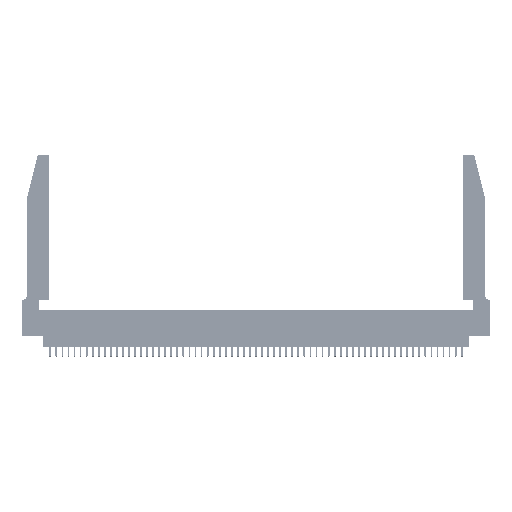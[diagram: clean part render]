
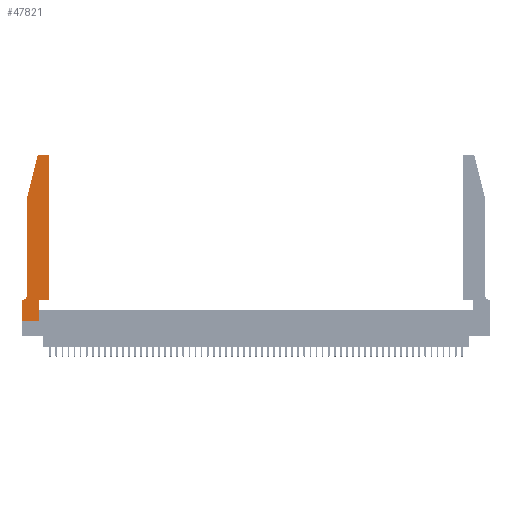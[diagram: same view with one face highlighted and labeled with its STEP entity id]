
A CAD part, top view. The second image highlights one B-rep face of the part: STEP entity #47821.
In plain terms, the highlighted planar face has unit normal (0, 0, 1).
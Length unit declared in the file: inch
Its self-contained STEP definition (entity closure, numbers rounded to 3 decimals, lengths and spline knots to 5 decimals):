
#204 = CARTESIAN_POINT ( 'NONE',  ( 0.4505, 0.35, 0.37 ) ) ;
#509 = VERTEX_POINT ( 'NONE', #32598 ) ;
#594 = LINE ( 'NONE', #42931, #33476 ) ;
#634 = EDGE_LOOP ( 'NONE', ( #18233, #47729, #20132, #38230, #10200, #49311, #10045, #12588, #39099, #10010, #36729, #10995 ) ) ;
#934 = AXIS2_PLACEMENT_3D ( 'NONE', #34734, #30257, #8867 ) ;
#4148 = CARTESIAN_POINT ( 'NONE',  ( 0.4505, 2.72, 0.37 ) ) ;
#4811 = EDGE_CURVE ( 'NONE', #8890, #34707, #40065, .T. ) ;
#5576 = CARTESIAN_POINT ( 'NONE',  ( 0.0755, 0.35, 0.37 ) ) ;
#5808 = LINE ( 'NONE', #53972, #40711 ) ;
#5868 = VERTEX_POINT ( 'NONE', #26524 ) ;
#6067 = LINE ( 'NONE', #37280, #46987 ) ;
#6223 = LINE ( 'NONE', #204, #12984 ) ;
#6366 = LINE ( 'NONE', #16342, #40588 ) ;
#6909 = VERTEX_POINT ( 'NONE', #51544 ) ;
#6946 = EDGE_CURVE ( 'NONE', #6909, #37217, #6223, .T. ) ;
#7551 = PLANE ( 'NONE',  #24111 ) ;
#8171 = DIRECTION ( 'NONE',  ( 0., 1., 0. ) ) ;
#8442 = DIRECTION ( 'NONE',  ( 1., 0., 0. ) ) ;
#8867 = DIRECTION ( 'NONE',  ( 1., 0., 0. ) ) ;
#8890 = VERTEX_POINT ( 'NONE', #4148 ) ;
#9218 = FACE_OUTER_BOUND ( 'NONE', #634, .T. ) ;
#9685 = EDGE_CURVE ( 'NONE', #51031, #54690, #41220, .T. ) ;
#10010 = ORIENTED_EDGE ( 'NONE', *, *, #6946, .T. ) ;
#10045 = ORIENTED_EDGE ( 'NONE', *, *, #55141, .T. ) ;
#10200 = ORIENTED_EDGE ( 'NONE', *, *, #15218, .T. ) ;
#10995 = ORIENTED_EDGE ( 'NONE', *, *, #4811, .T. ) ;
#12588 = ORIENTED_EDGE ( 'NONE', *, *, #12656, .T. ) ;
#12656 = EDGE_CURVE ( 'NONE', #35834, #48525, #594, .T. ) ;
#12984 = VECTOR ( 'NONE', #47625, 39.37008 ) ;
#15218 = EDGE_CURVE ( 'NONE', #19431, #51031, #54719, .T. ) ;
#15232 = EDGE_CURVE ( 'NONE', #34707, #20162, #6366, .T. ) ;
#16342 = CARTESIAN_POINT ( 'NONE',  ( 0.2605, 2.75, 0.37 ) ) ;
#18233 = ORIENTED_EDGE ( 'NONE', *, *, #15232, .T. ) ;
#18375 = CARTESIAN_POINT ( 'NONE',  ( 0.4205, 2.72, 0.37 ) ) ;
#19431 = VERTEX_POINT ( 'NONE', #46404 ) ;
#20132 = ORIENTED_EDGE ( 'NONE', *, *, #48186, .T. ) ;
#20162 = VERTEX_POINT ( 'NONE', #49927 ) ;
#21360 = CARTESIAN_POINT ( 'NONE',  ( 0., 0., 0.37 ) ) ;
#21586 = LINE ( 'NONE', #21360, #29668 ) ;
#24024 = VECTOR ( 'NONE', #8171, 39.37008 ) ;
#24111 = AXIS2_PLACEMENT_3D ( 'NONE', #24815, #42049, #54405 ) ;
#24403 = AXIS2_PLACEMENT_3D ( 'NONE', #25335, #33192, #54554 ) ;
#24815 = CARTESIAN_POINT ( 'NONE',  ( 0., 0.35, 0.37 ) ) ;
#25335 = CARTESIAN_POINT ( 'NONE',  ( 0.0055, 0.42, 0.37 ) ) ;
#26524 = CARTESIAN_POINT ( 'NONE',  ( 0.0755, 2., 0.37 ) ) ;
#27187 = EDGE_CURVE ( 'NONE', #48525, #6909, #6067, .T. ) ;
#28363 = CARTESIAN_POINT ( 'NONE',  ( 0.4205, 2.75, 0.37 ) ) ;
#29370 = CARTESIAN_POINT ( 'NONE',  ( 0.0755, 2., 0.37 ) ) ;
#29668 = VECTOR ( 'NONE', #42350, 39.37008 ) ;
#29690 = CARTESIAN_POINT ( 'NONE',  ( 0., 0.35, 0.37 ) ) ;
#30257 = DIRECTION ( 'NONE',  ( 0., 0., 1. ) ) ;
#31806 = VECTOR ( 'NONE', #53158, 39.37008 ) ;
#32598 = CARTESIAN_POINT ( 'NONE',  ( 0.25487, 2.72718, 0.37 ) ) ;
#32886 = VECTOR ( 'NONE', #38332, 39.37008 ) ;
#32973 = DIRECTION ( 'NONE',  ( -0.239, -0.971, 0. ) ) ;
#33192 = DIRECTION ( 'NONE',  ( 0., 0., -1. ) ) ;
#33476 = VECTOR ( 'NONE', #8442, 39.37008 ) ;
#34466 = CARTESIAN_POINT ( 'NONE',  ( 0.2865, 0., 0.37 ) ) ;
#34707 = VERTEX_POINT ( 'NONE', #28363 ) ;
#34734 = CARTESIAN_POINT ( 'NONE',  ( 0.284, 2.72, 0.37 ) ) ;
#35511 = EDGE_CURVE ( 'NONE', #37217, #8890, #44133, .T. ) ;
#35834 = VERTEX_POINT ( 'NONE', #36070 ) ;
#36070 = CARTESIAN_POINT ( 'NONE',  ( 0., 0., 0.37 ) ) ;
#36729 = ORIENTED_EDGE ( 'NONE', *, *, #35511, .T. ) ;
#37217 = VERTEX_POINT ( 'NONE', #44200 ) ;
#37280 = CARTESIAN_POINT ( 'NONE',  ( 0.2865, 0.35, 0.37 ) ) ;
#37464 = DIRECTION ( 'NONE',  ( 0., 1., 0. ) ) ;
#38230 = ORIENTED_EDGE ( 'NONE', *, *, #52680, .T. ) ;
#38332 = DIRECTION ( 'NONE',  ( 0., -1., 0. ) ) ;
#38405 = AXIS2_PLACEMENT_3D ( 'NONE', #18375, #43681, #43489 ) ;
#39099 = ORIENTED_EDGE ( 'NONE', *, *, #27187, .T. ) ;
#40000 = CARTESIAN_POINT ( 'NONE',  ( 0.0055, 0.35, 0.37 ) ) ;
#40065 = CIRCLE ( 'NONE', #38405, 0.03 ) ;
#40588 = VECTOR ( 'NONE', #46107, 39.37008 ) ;
#40711 = VECTOR ( 'NONE', #32973, 39.37008 ) ;
#41220 = LINE ( 'NONE', #5576, #31806 ) ;
#41967 = EDGE_CURVE ( 'NONE', #20162, #509, #53406, .T. ) ;
#42049 = DIRECTION ( 'NONE',  ( 0., 0., 1. ) ) ;
#42350 = DIRECTION ( 'NONE',  ( 0., -1., 0. ) ) ;
#42931 = CARTESIAN_POINT ( 'NONE',  ( 0., 0., 0.37 ) ) ;
#43489 = DIRECTION ( 'NONE',  ( 1., 0., 0. ) ) ;
#43681 = DIRECTION ( 'NONE',  ( 0., 0., 1. ) ) ;
#44133 = LINE ( 'NONE', #55210, #24024 ) ;
#44200 = CARTESIAN_POINT ( 'NONE',  ( 0.4505, 0.35, 0.37 ) ) ;
#45624 = LINE ( 'NONE', #29370, #32886 ) ;
#46107 = DIRECTION ( 'NONE',  ( -1., 0., 0. ) ) ;
#46404 = CARTESIAN_POINT ( 'NONE',  ( 0.0755, 0.42, 0.37 ) ) ;
#46987 = VECTOR ( 'NONE', #37464, 39.37008 ) ;
#47625 = DIRECTION ( 'NONE',  ( 1., 0., 0. ) ) ;
#47729 = ORIENTED_EDGE ( 'NONE', *, *, #41967, .T. ) ;
#47821 = ADVANCED_FACE ( 'NONE', ( #9218 ), #7551, .T. ) ;
#48186 = EDGE_CURVE ( 'NONE', #509, #5868, #5808, .T. ) ;
#48525 = VERTEX_POINT ( 'NONE', #34466 ) ;
#49311 = ORIENTED_EDGE ( 'NONE', *, *, #9685, .T. ) ;
#49927 = CARTESIAN_POINT ( 'NONE',  ( 0.284, 2.75, 0.37 ) ) ;
#51031 = VERTEX_POINT ( 'NONE', #40000 ) ;
#51544 = CARTESIAN_POINT ( 'NONE',  ( 0.2865, 0.35, 0.37 ) ) ;
#52680 = EDGE_CURVE ( 'NONE', #5868, #19431, #45624, .T. ) ;
#53158 = DIRECTION ( 'NONE',  ( -1., 0., 0. ) ) ;
#53406 = CIRCLE ( 'NONE', #934, 0.03 ) ;
#53972 = CARTESIAN_POINT ( 'NONE',  ( 0.0755, 2., 0.37 ) ) ;
#54405 = DIRECTION ( 'NONE',  ( 1., 0., 0. ) ) ;
#54554 = DIRECTION ( 'NONE',  ( -1., 0., 0. ) ) ;
#54690 = VERTEX_POINT ( 'NONE', #29690 ) ;
#54719 = CIRCLE ( 'NONE', #24403, 0.07 ) ;
#55141 = EDGE_CURVE ( 'NONE', #54690, #35834, #21586, .T. ) ;
#55210 = CARTESIAN_POINT ( 'NONE',  ( 0.4505, 0.35, 0.37 ) ) ;
